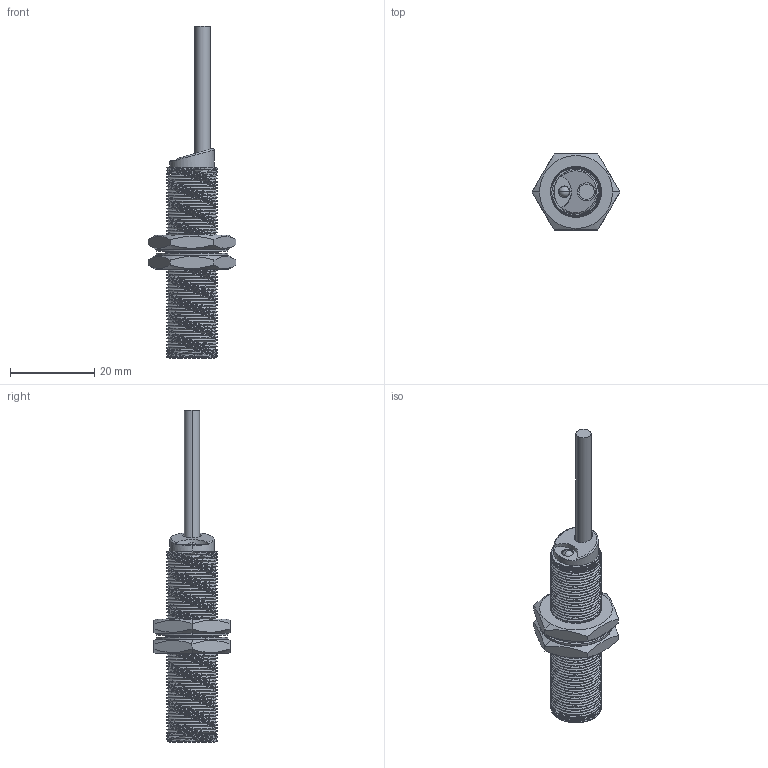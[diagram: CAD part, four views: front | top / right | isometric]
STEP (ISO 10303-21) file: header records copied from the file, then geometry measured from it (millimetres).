
FILE_DESCRIPTION (( 'STEP AP214' ), '1' );
FILE_NAME ('M12-直流二线电缆埋入式.STEP', '2015-09-23T09:55:52', ( '' ), ( '' ), 'SwSTEP 2.0', 'SolidWorks 2013', '' );
FILE_SCHEMA (( 'AUTOMOTIVE_DESIGN' ));
Length unit declared in the file: millimetre
Products named in the file (1): M12-直流二线电缆埋入式
Bounding box: 20.78 x 18 x 78.61 mm (x, y, z)
Volume: 7265.6 mm3; surface area: 5830.4 mm2
Topology: 6 solids, 6 shells, 652 faces, 1901 edges, 1255 vertices
Faces by surface type: plane 479, cylinder 121, cone 36, bspline 12, sphere 2, torus 2
Entity records: 37316 total; most frequent: CARTESIAN_POINT 19714, ORIENTED_EDGE 3802, DIRECTION 3346, EDGE_CURVE 1901, LINE 1520, VECTOR 1520, VERTEX_POINT 1255, AXIS2_PLACEMENT_3D 913
